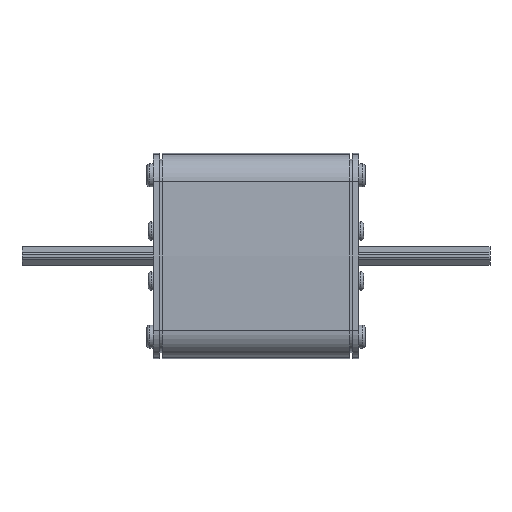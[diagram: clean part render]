
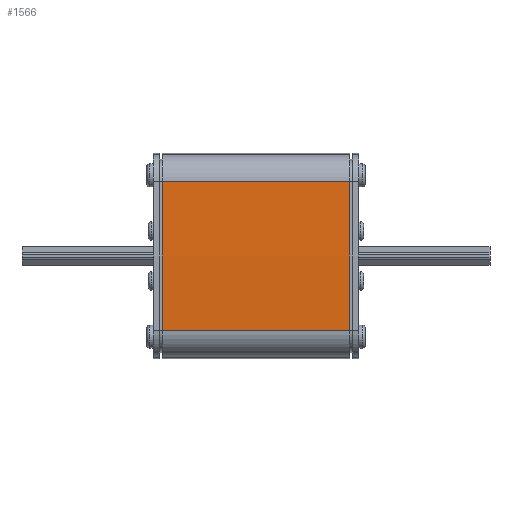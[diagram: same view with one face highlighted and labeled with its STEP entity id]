
A CAD part, left-side view. The second image highlights one B-rep face of the part: STEP entity #1566.
In plain terms, the highlighted free-form (B-spline) face has degree [3, 1] with [5, 2] control points.
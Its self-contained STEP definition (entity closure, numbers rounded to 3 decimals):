
#33 = CARTESIAN_POINT ( 'NONE',  ( -33.186, 30., 0. ) ) ;
#605 = CARTESIAN_POINT ( 'NONE',  ( -33.186, 30., 0. ) ) ;
#670 = VERTEX_POINT ( 'NONE', #4103 ) ;
#799 = CARTESIAN_POINT ( 'NONE',  ( -32.814, 30., -15.915 ) ) ;
#1328 = CARTESIAN_POINT ( 'NONE',  ( -32.443, 30., -23.872 ) ) ;
#1349 = CARTESIAN_POINT ( 'NONE',  ( -32.814, 30., 15.915 ) ) ;
#1494 = LINE ( 'NONE', #2626, #7180 ) ;
#1545 = CARTESIAN_POINT ( 'NONE',  ( -32.814, 30., 15.915 ) ) ;
#1566 = ADVANCED_FACE ( 'NONE', ( #6182 ), #2498, .T. ) ;
#1909 = B_SPLINE_CURVE_WITH_KNOTS ( 'NONE', 3,
 ( #5980, #799, #33, #1545, #6741 ),
 .UNSPECIFIED., .F., .F.,
 ( 4, 1, 4 ),
 ( 0.127, 0.5, 0.873 ),
 .UNSPECIFIED. ) ;
#2108 = CARTESIAN_POINT ( 'NONE',  ( -32.443, 30., 23.872 ) ) ;
#2181 = ORIENTED_EDGE ( 'NONE', *, *, #3477, .F. ) ;
#2345 = CARTESIAN_POINT ( 'NONE',  ( -32.443, -30., -23.872 ) ) ;
#2355 = B_SPLINE_CURVE_WITH_KNOTS ( 'NONE', 3,
 ( #3193, #6898, #6925, #2504, #7682 ),
 .UNSPECIFIED., .F., .F.,
 ( 4, 1, 4 ),
 ( 0.127, 0.5, 0.873 ),
 .UNSPECIFIED. ) ;
#2498 = B_SPLINE_SURFACE_WITH_KNOTS ( 'NONE', 3, 1, ( 
 ( #2820, #1328 ),
 ( #4319, #9511 ),
 ( #5053, #605 ),
 ( #5799, #1349 ),
 ( #6548, #2108 ) ),
 .UNSPECIFIED., .F., .F., .F.,
 ( 4, 1, 4 ),
 ( 2, 2 ),
 ( 0.127, 0.5, 0.873 ),
 ( 0., 1. ),
 .UNSPECIFIED. ) ;
#2504 = CARTESIAN_POINT ( 'NONE',  ( -32.814, -30., 15.915 ) ) ;
#2626 = CARTESIAN_POINT ( 'NONE',  ( -32.443, -30., 23.872 ) ) ;
#2820 = CARTESIAN_POINT ( 'NONE',  ( -32.443, -30., -23.872 ) ) ;
#3193 = CARTESIAN_POINT ( 'NONE',  ( -32.443, -30., -23.872 ) ) ;
#3394 = DIRECTION ( 'NONE',  ( 0., 1., 0. ) ) ;
#3477 = EDGE_CURVE ( 'NONE', #5334, #4118, #1909, .T. ) ;
#4010 = EDGE_LOOP ( 'NONE', ( #5771, #2181, #8083, #6967 ) ) ;
#4103 = CARTESIAN_POINT ( 'NONE',  ( -32.443, -30., 23.872 ) ) ;
#4118 = VERTEX_POINT ( 'NONE', #8696 ) ;
#4275 = VECTOR ( 'NONE', #5091, 1000. ) ;
#4319 = CARTESIAN_POINT ( 'NONE',  ( -32.814, -30., -15.915 ) ) ;
#4353 = CARTESIAN_POINT ( 'NONE',  ( -32.443, -30., -23.872 ) ) ;
#5053 = CARTESIAN_POINT ( 'NONE',  ( -33.186, -30., 0. ) ) ;
#5091 = DIRECTION ( 'NONE',  ( 0., 1., 0. ) ) ;
#5178 = EDGE_CURVE ( 'NONE', #670, #4118, #1494, .T. ) ;
#5334 = VERTEX_POINT ( 'NONE', #9553 ) ;
#5771 = ORIENTED_EDGE ( 'NONE', *, *, #5178, .T. ) ;
#5799 = CARTESIAN_POINT ( 'NONE',  ( -32.814, -30., 15.915 ) ) ;
#5980 = CARTESIAN_POINT ( 'NONE',  ( -32.443, 30., -23.872 ) ) ;
#6182 = FACE_OUTER_BOUND ( 'NONE', #4010, .T. ) ;
#6284 = EDGE_CURVE ( 'NONE', #7146, #5334, #8680, .T. ) ;
#6548 = CARTESIAN_POINT ( 'NONE',  ( -32.443, -30., 23.872 ) ) ;
#6741 = CARTESIAN_POINT ( 'NONE',  ( -32.443, 30., 23.872 ) ) ;
#6898 = CARTESIAN_POINT ( 'NONE',  ( -32.814, -30., -15.915 ) ) ;
#6925 = CARTESIAN_POINT ( 'NONE',  ( -33.186, -30., 0. ) ) ;
#6967 = ORIENTED_EDGE ( 'NONE', *, *, #7273, .T. ) ;
#7146 = VERTEX_POINT ( 'NONE', #2345 ) ;
#7180 = VECTOR ( 'NONE', #3394, 1000. ) ;
#7273 = EDGE_CURVE ( 'NONE', #7146, #670, #2355, .T. ) ;
#7682 = CARTESIAN_POINT ( 'NONE',  ( -32.443, -30., 23.872 ) ) ;
#8083 = ORIENTED_EDGE ( 'NONE', *, *, #6284, .F. ) ;
#8680 = LINE ( 'NONE', #4353, #4275 ) ;
#8696 = CARTESIAN_POINT ( 'NONE',  ( -32.443, 30., 23.872 ) ) ;
#9511 = CARTESIAN_POINT ( 'NONE',  ( -32.814, 30., -15.915 ) ) ;
#9553 = CARTESIAN_POINT ( 'NONE',  ( -32.443, 30., -23.872 ) ) ;
